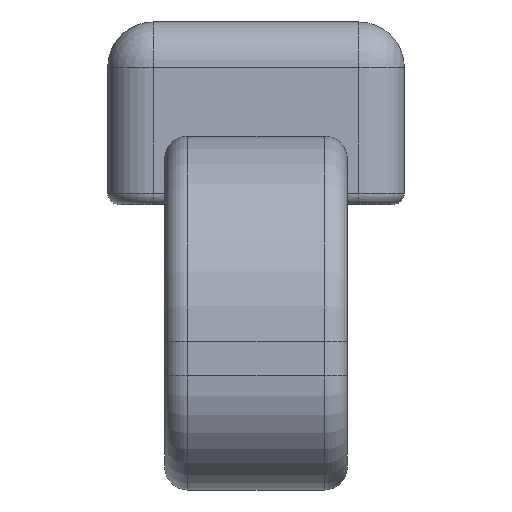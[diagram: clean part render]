
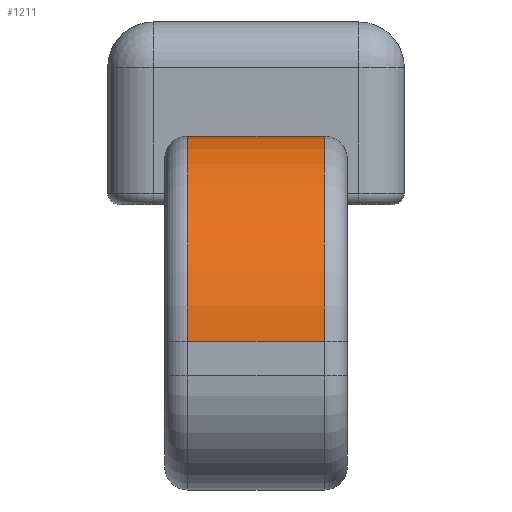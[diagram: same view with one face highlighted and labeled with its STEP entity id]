
A CAD part, left-side view. The second image highlights one B-rep face of the part: STEP entity #1211.
In plain terms, the highlighted cylindrical face has radius 4.5 mm (diameter 9 mm), a partial arc.
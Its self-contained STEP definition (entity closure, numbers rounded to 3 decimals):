
#142=CIRCLE('',#1341,4.5);
#143=CIRCLE('',#1342,4.5);
#202=CYLINDRICAL_SURFACE('',#1340,4.5);
#357=ORIENTED_EDGE('',*,*,#680,.T.);
#358=ORIENTED_EDGE('',*,*,#682,.T.);
#359=ORIENTED_EDGE('',*,*,#587,.F.);
#360=ORIENTED_EDGE('',*,*,#683,.T.);
#587=EDGE_CURVE('',#764,#765,#866,.T.);
#680=EDGE_CURVE('',#837,#836,#913,.T.);
#682=EDGE_CURVE('',#836,#765,#142,.T.);
#683=EDGE_CURVE('',#764,#837,#143,.F.);
#764=VERTEX_POINT('',#1919);
#765=VERTEX_POINT('',#1921);
#836=VERTEX_POINT('',#2123);
#837=VERTEX_POINT('',#2125);
#866=LINE('',#1920,#945);
#913=LINE('',#2124,#992);
#945=VECTOR('',#1470,1000.);
#992=VECTOR('',#1635,1000.);
#1043=EDGE_LOOP('',(#357,#358,#359,#360));
#1120=FACE_BOUND('',#1043,.T.);
#1211=ADVANCED_FACE('',(#1120),#202,.T.);
#1340=AXIS2_PLACEMENT_3D('',#2127,#1637,#1638);
#1341=AXIS2_PLACEMENT_3D('',#2128,#1639,#1640);
#1342=AXIS2_PLACEMENT_3D('',#2129,#1641,#1642);
#1470=DIRECTION('',(0.,-1.,0.));
#1635=DIRECTION('',(0.,-1.,0.));
#1637=DIRECTION('',(0.,-1.,0.));
#1638=DIRECTION('',(0.,0.,-1.));
#1639=DIRECTION('',(0.,1.,0.));
#1640=DIRECTION('',(0.,0.,1.));
#1641=DIRECTION('',(0.,1.,0.));
#1642=DIRECTION('',(0.,0.,1.));
#1919=CARTESIAN_POINT('',(18.916,472.186,1196.099));
#1920=CARTESIAN_POINT('',(18.916,472.686,1196.099));
#1921=CARTESIAN_POINT('',(18.916,469.186,1196.099));
#2123=CARTESIAN_POINT('',(14.417,469.186,1191.599));
#2124=CARTESIAN_POINT('',(14.417,472.686,1191.599));
#2125=CARTESIAN_POINT('',(14.417,472.186,1191.599));
#2127=CARTESIAN_POINT('',(18.917,472.686,1191.599));
#2128=CARTESIAN_POINT('',(18.917,469.186,1191.599));
#2129=CARTESIAN_POINT('',(18.917,472.186,1191.599));
